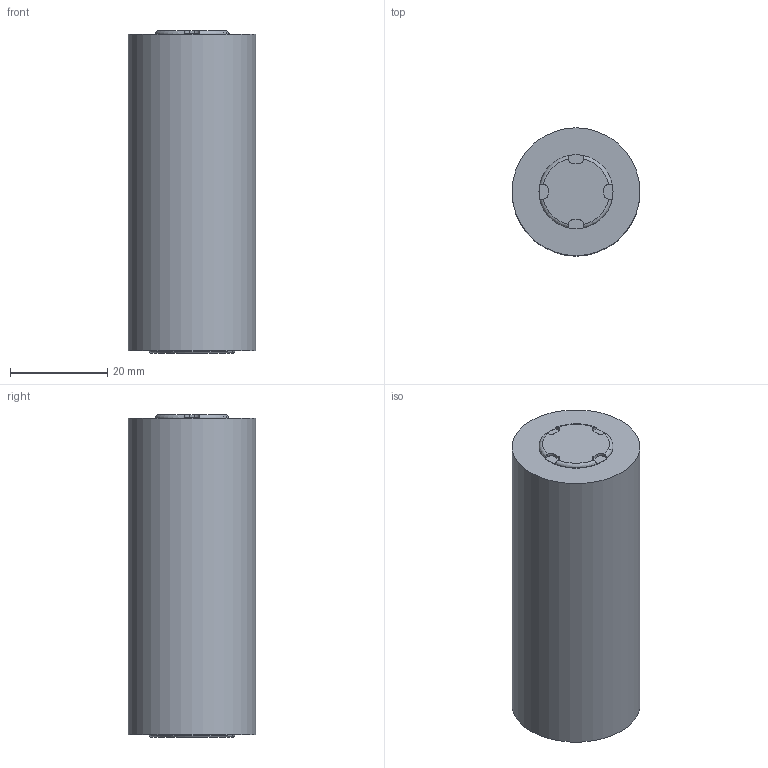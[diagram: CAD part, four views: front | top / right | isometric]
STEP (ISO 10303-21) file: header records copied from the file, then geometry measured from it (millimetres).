
FILE_DESCRIPTION(('FreeCAD Model'),'2;1');
FILE_NAME( 'LIFEPO4_26650.step' ,'2019-07-11T13:52:48',('Author'),(''), 'Open CASCADE STEP processor 7.3','FreeCAD','Unknown');
FILE_SCHEMA(('AUTOMOTIVE_DESIGN { 1 0 10303 214 1 1 1 1 }'));
Length unit declared in the file: millimetre
Products named in the file (1): Fusion
Bounding box: 26.25 x 26.25 x 66.25 mm (x, y, z)
Volume: 35414.3 mm3; surface area: 6490.3 mm2
Topology: 1 solids, 1 shells, 33 faces, 85 edges, 56 vertices
Faces by surface type: plane 20, cylinder 11, torus 2
Full cylindrical faces by diameter (mm): 15.2 x1, 17.5 x1, 26.25 x1
Entity records: 2687 total; most frequent: CARTESIAN_POINT 781, DIRECTION 301, ORIENTED_EDGE 170, PCURVE 170, DEFINITIONAL_REPRESENTATION 170, LINE 139, VECTOR 139, EDGE_CURVE 85
